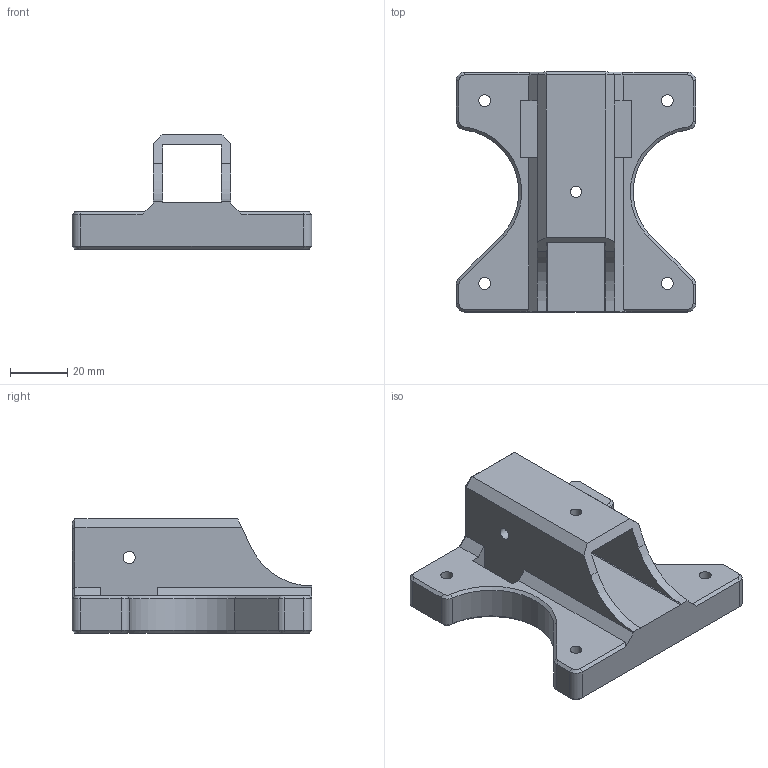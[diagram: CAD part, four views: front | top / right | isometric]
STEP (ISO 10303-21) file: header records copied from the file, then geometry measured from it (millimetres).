
FILE_DESCRIPTION(('FreeCAD Model'),'2;1');
FILE_NAME('Open CASCADE Shape Model','2023-03-10T21:32:39',('Author'),( ''),'Open CASCADE STEP processor 7.5','FreeCAD','Unknown');
FILE_SCHEMA(('AUTOMOTIVE_DESIGN { 1 0 10303 214 1 1 1 1 }'));
Length unit declared in the file: millimetre
Products named in the file (1): outer-hinge
Bounding box: 84 x 84 x 40 mm (x, y, z)
Volume: 87958.1 mm3; surface area: 25975.5 mm2
Topology: 1 solids, 1 shells, 117 faces, 297 edges, 182 vertices
Faces by surface type: plane 69, cone 24, cylinder 24
Full cylindrical faces by diameter (mm): 4 x1, 4.2 x6, 5 x1
Entity records: 7352 total; most frequent: CARTESIAN_POINT 1507, DIRECTION 1043, LINE 645, VECTOR 645, ORIENTED_EDGE 594, PCURVE 594, DEFINITIONAL_REPRESENTATION 594, EDGE_CURVE 297
